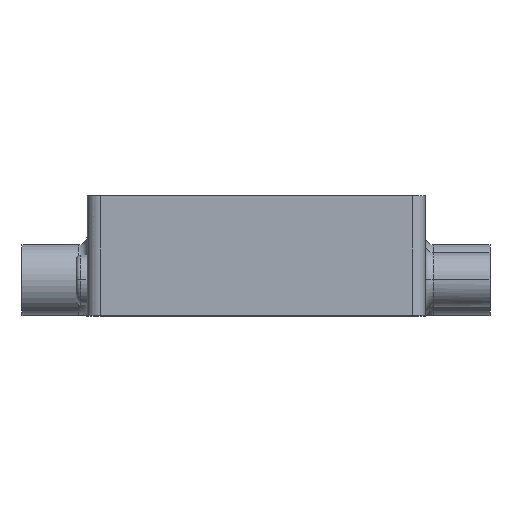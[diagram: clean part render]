
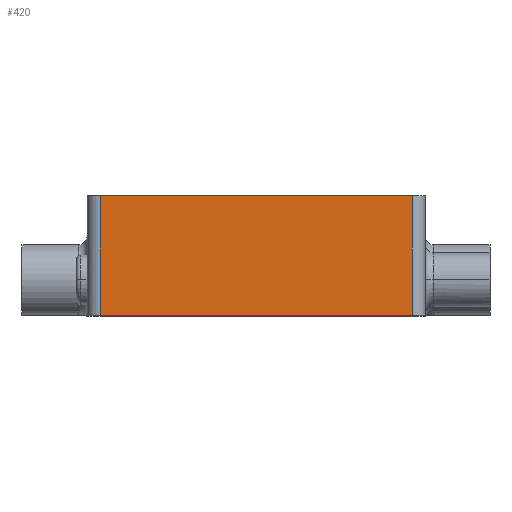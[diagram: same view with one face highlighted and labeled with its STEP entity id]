
A CAD part, top view. The second image highlights one B-rep face of the part: STEP entity #420.
In plain terms, the highlighted planar face has unit normal (0, 0, 1).
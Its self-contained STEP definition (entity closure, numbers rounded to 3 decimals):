
#205 = LINE ( 'NONE', #319, #4267 ) ;
#228 = ORIENTED_EDGE ( 'NONE', *, *, #1850, .T. ) ;
#319 = CARTESIAN_POINT ( 'NONE',  ( 36., 132.057, 64.857 ) ) ;
#420 = ADVANCED_FACE ( 'NONE', ( #3121 ), #5767, .T. ) ;
#446 = CARTESIAN_POINT ( 'NONE',  ( 11., -0.643, 64.857 ) ) ;
#484 = CARTESIAN_POINT ( 'NONE',  ( 36., -0.643, 64.857 ) ) ;
#855 = ORIENTED_EDGE ( 'NONE', *, *, #4720, .F. ) ;
#903 = CARTESIAN_POINT ( 'NONE',  ( -36., -28.143, 64.857 ) ) ;
#1477 = LINE ( 'NONE', #2761, #2285 ) ;
#1612 = EDGE_CURVE ( 'NONE', #5896, #1783, #1477, .T. ) ;
#1709 = EDGE_CURVE ( 'NONE', #3096, #2904, #205, .T. ) ;
#1783 = VERTEX_POINT ( 'NONE', #903 ) ;
#1850 = EDGE_CURVE ( 'NONE', #3096, #5896, #5213, .T. ) ;
#2256 = CARTESIAN_POINT ( 'NONE',  ( 11., -28.143, 64.857 ) ) ;
#2272 = EDGE_LOOP ( 'NONE', ( #2507, #228, #5011, #855 ) ) ;
#2285 = VECTOR ( 'NONE', #2602, 1000. ) ;
#2507 = ORIENTED_EDGE ( 'NONE', *, *, #1709, .F. ) ;
#2602 = DIRECTION ( 'NONE',  ( 0., -1., 0. ) ) ;
#2696 = DIRECTION ( 'NONE',  ( 0., -1., 0. ) ) ;
#2761 = CARTESIAN_POINT ( 'NONE',  ( -36., 132.057, 64.857 ) ) ;
#2858 = VECTOR ( 'NONE', #5660, 1000. ) ;
#2904 = VERTEX_POINT ( 'NONE', #4136 ) ;
#2993 = DIRECTION ( 'NONE',  ( 0., 0., 1. ) ) ;
#3091 = AXIS2_PLACEMENT_3D ( 'NONE', #5721, #2993, #4810 ) ;
#3096 = VERTEX_POINT ( 'NONE', #484 ) ;
#3121 = FACE_OUTER_BOUND ( 'NONE', #2272, .T. ) ;
#3173 = DIRECTION ( 'NONE',  ( -1., 0., 0. ) ) ;
#3574 = CARTESIAN_POINT ( 'NONE',  ( -36., -0.643, 64.857 ) ) ;
#4059 = LINE ( 'NONE', #2256, #4573 ) ;
#4136 = CARTESIAN_POINT ( 'NONE',  ( 36., -28.143, 64.857 ) ) ;
#4267 = VECTOR ( 'NONE', #2696, 1000. ) ;
#4573 = VECTOR ( 'NONE', #3173, 1000. ) ;
#4720 = EDGE_CURVE ( 'NONE', #2904, #1783, #4059, .T. ) ;
#4810 = DIRECTION ( 'NONE',  ( 1., 0., 0. ) ) ;
#5011 = ORIENTED_EDGE ( 'NONE', *, *, #1612, .T. ) ;
#5213 = LINE ( 'NONE', #446, #2858 ) ;
#5660 = DIRECTION ( 'NONE',  ( -1., 0., 0. ) ) ;
#5721 = CARTESIAN_POINT ( 'NONE',  ( 11., 132.057, 64.857 ) ) ;
#5767 = PLANE ( 'NONE',  #3091 ) ;
#5896 = VERTEX_POINT ( 'NONE', #3574 ) ;
